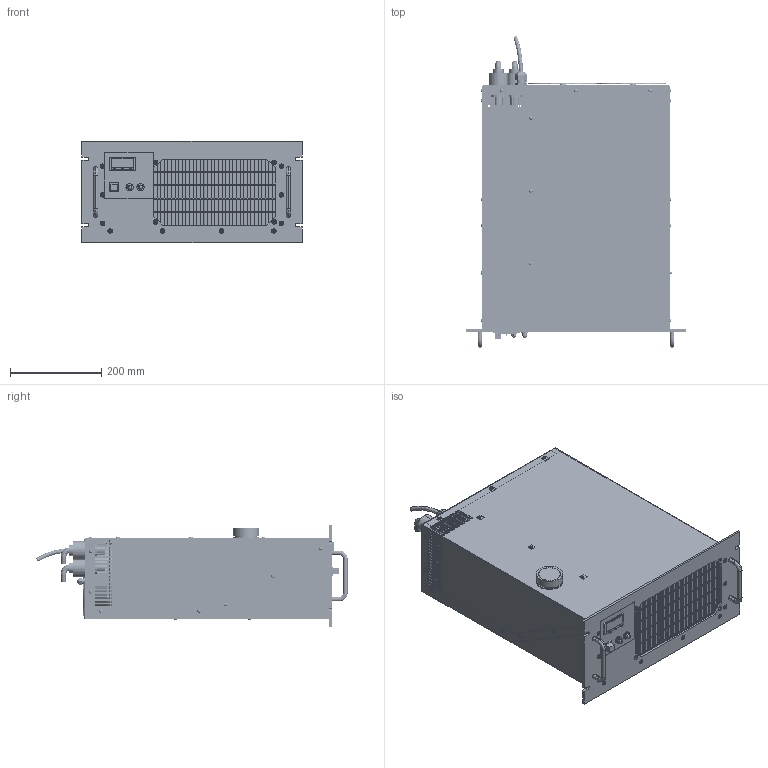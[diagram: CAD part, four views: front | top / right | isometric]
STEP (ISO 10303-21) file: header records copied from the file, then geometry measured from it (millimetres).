
FILE_DESCRIPTION (( 'STEP AP203' ), '1' );
FILE_NAME ('rlc-1400.STEP', '2016-06-27T14:53:59', ( '' ), ( '' ), 'SwSTEP 2.0', 'SolidWorks 2016', '' );
FILE_SCHEMA (( 'CONFIG_CONTROL_DESIGN' ));
Products named in the file (1): rlc-1400
Bounding box: 482.6 x 682.25 x 222.25 mm (x, y, z)
Surface area: 2299814.8 mm2 (no closed solid volume)
Topology: 0 solids, 296 shells, 3296 faces, 8184 edges, 5399 vertices
Faces by surface type: plane 1950, cylinder 1022, bspline 236, cone 88
Entity records: 109657 total; most frequent: CARTESIAN_POINT 31211, ORIENTED_EDGE 15976, DIRECTION 15890, EDGE_CURVE 8116, AXIS2_PLACEMENT_3D 5579, VERTEX_POINT 5368, LINE 4732, VECTOR 4732
